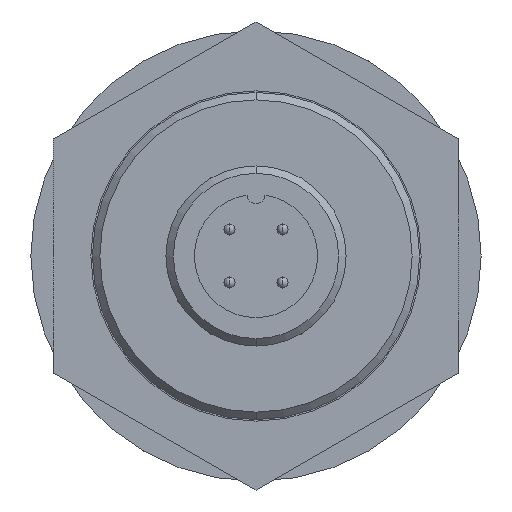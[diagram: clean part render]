
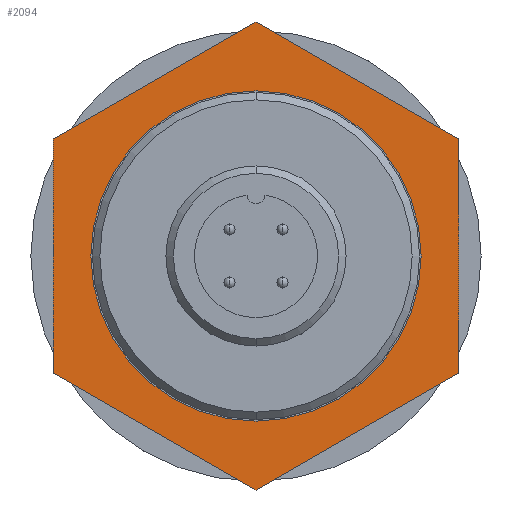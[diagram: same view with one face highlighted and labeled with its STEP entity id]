
A CAD part, front view. The second image highlights one B-rep face of the part: STEP entity #2094.
In plain terms, the highlighted planar face has unit normal (0, -1, 0).
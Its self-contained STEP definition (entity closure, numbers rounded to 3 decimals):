
#6 = DIRECTION ( 'NONE',  ( 0., -1., 0. ) ) ;
#28 = CARTESIAN_POINT ( 'NONE',  ( 0., -11.8, 15.588 ) ) ;
#41 = LINE ( 'NONE', #2577, #2624 ) ;
#125 = CARTESIAN_POINT ( 'NONE',  ( 0., -11.8, -11. ) ) ;
#197 = AXIS2_PLACEMENT_3D ( 'NONE', #1197, #6, #1880 ) ;
#223 = ORIENTED_EDGE ( 'NONE', *, *, #513, .T. ) ;
#231 = CIRCLE ( 'NONE', #306, 11. ) ;
#281 = CARTESIAN_POINT ( 'NONE',  ( 0., -11.8, -15.588 ) ) ;
#287 = CARTESIAN_POINT ( 'NONE',  ( -13.5, -11.8, -7.794 ) ) ;
#306 = AXIS2_PLACEMENT_3D ( 'NONE', #1370, #2840, #1585 ) ;
#386 = CARTESIAN_POINT ( 'NONE',  ( 13.5, -11.8, -7.794 ) ) ;
#432 = CARTESIAN_POINT ( 'NONE',  ( 0., -11.8, 0. ) ) ;
#498 = CARTESIAN_POINT ( 'NONE',  ( 0., -11.8, 11. ) ) ;
#506 = ORIENTED_EDGE ( 'NONE', *, *, #1466, .F. ) ;
#513 = EDGE_CURVE ( 'NONE', #1057, #3022, #41, .T. ) ;
#529 = EDGE_CURVE ( 'NONE', #1230, #1344, #1562, .T. ) ;
#535 = EDGE_LOOP ( 'NONE', ( #2326, #506 ) ) ;
#572 = EDGE_CURVE ( 'NONE', #1344, #1168, #3100, .T. ) ;
#632 = EDGE_LOOP ( 'NONE', ( #1005, #223, #3016, #919, #683, #2637 ) ) ;
#663 = VECTOR ( 'NONE', #1847, 1000. ) ;
#666 = CARTESIAN_POINT ( 'NONE',  ( 0., -11.8, 15.588 ) ) ;
#683 = ORIENTED_EDGE ( 'NONE', *, *, #572, .T. ) ;
#722 = DIRECTION ( 'NONE',  ( 0., 0., -1. ) ) ;
#840 = VERTEX_POINT ( 'NONE', #498 ) ;
#873 = VERTEX_POINT ( 'NONE', #666 ) ;
#893 = DIRECTION ( 'NONE',  ( 0.866, 0., 0.5 ) ) ;
#919 = ORIENTED_EDGE ( 'NONE', *, *, #529, .T. ) ;
#926 = VECTOR ( 'NONE', #893, 1000. ) ;
#972 = CARTESIAN_POINT ( 'NONE',  ( 13.5, -11.8, -7.794 ) ) ;
#1005 = ORIENTED_EDGE ( 'NONE', *, *, #2610, .T. ) ;
#1057 = VERTEX_POINT ( 'NONE', #2851 ) ;
#1088 = FACE_BOUND ( 'NONE', #535, .T. ) ;
#1168 = VERTEX_POINT ( 'NONE', #1943 ) ;
#1197 = CARTESIAN_POINT ( 'NONE',  ( 0., -11.8, 0. ) ) ;
#1230 = VERTEX_POINT ( 'NONE', #1906 ) ;
#1344 = VERTEX_POINT ( 'NONE', #972 ) ;
#1370 = CARTESIAN_POINT ( 'NONE',  ( 0., -11.8, 0. ) ) ;
#1466 = EDGE_CURVE ( 'NONE', #1909, #840, #1716, .T. ) ;
#1470 = VECTOR ( 'NONE', #1685, 1000. ) ;
#1484 = FACE_OUTER_BOUND ( 'NONE', #632, .T. ) ;
#1496 = VECTOR ( 'NONE', #3078, 1000. ) ;
#1562 = LINE ( 'NONE', #281, #926 ) ;
#1585 = DIRECTION ( 'NONE',  ( 0., 0., -1. ) ) ;
#1685 = DIRECTION ( 'NONE',  ( -0.866, 0., -0.5 ) ) ;
#1716 = CIRCLE ( 'NONE', #2397, 11. ) ;
#1847 = DIRECTION ( 'NONE',  ( -0.866, 0., 0.5 ) ) ;
#1855 = DIRECTION ( 'NONE',  ( 0.866, 0., -0.5 ) ) ;
#1880 = DIRECTION ( 'NONE',  ( 0., 0., -1. ) ) ;
#1906 = CARTESIAN_POINT ( 'NONE',  ( 0., -11.8, -15.588 ) ) ;
#1909 = VERTEX_POINT ( 'NONE', #125 ) ;
#1943 = CARTESIAN_POINT ( 'NONE',  ( 13.5, -11.8, 7.794 ) ) ;
#2066 = DIRECTION ( 'NONE',  ( 0., 0., -1. ) ) ;
#2091 = LINE ( 'NONE', #28, #1470 ) ;
#2094 = ADVANCED_FACE ( 'NONE', ( #1484, #1088 ), #2303, .T. ) ;
#2178 = DIRECTION ( 'NONE',  ( 0., -1., 0. ) ) ;
#2250 = LINE ( 'NONE', #2696, #3108 ) ;
#2287 = CARTESIAN_POINT ( 'NONE',  ( 13.5, -11.8, 7.794 ) ) ;
#2303 = PLANE ( 'NONE',  #197 ) ;
#2326 = ORIENTED_EDGE ( 'NONE', *, *, #3125, .F. ) ;
#2397 = AXIS2_PLACEMENT_3D ( 'NONE', #432, #2178, #722 ) ;
#2465 = EDGE_CURVE ( 'NONE', #3022, #1230, #2250, .T. ) ;
#2503 = EDGE_CURVE ( 'NONE', #1168, #873, #2629, .T. ) ;
#2577 = CARTESIAN_POINT ( 'NONE',  ( -13.5, -11.8, 7.794 ) ) ;
#2610 = EDGE_CURVE ( 'NONE', #873, #1057, #2091, .T. ) ;
#2624 = VECTOR ( 'NONE', #2066, 1000. ) ;
#2629 = LINE ( 'NONE', #2287, #663 ) ;
#2637 = ORIENTED_EDGE ( 'NONE', *, *, #2503, .T. ) ;
#2696 = CARTESIAN_POINT ( 'NONE',  ( -13.5, -11.8, -7.794 ) ) ;
#2840 = DIRECTION ( 'NONE',  ( 0., -1., 0. ) ) ;
#2851 = CARTESIAN_POINT ( 'NONE',  ( -13.5, -11.8, 7.794 ) ) ;
#3016 = ORIENTED_EDGE ( 'NONE', *, *, #2465, .T. ) ;
#3022 = VERTEX_POINT ( 'NONE', #287 ) ;
#3078 = DIRECTION ( 'NONE',  ( 0., 0., 1. ) ) ;
#3100 = LINE ( 'NONE', #386, #1496 ) ;
#3108 = VECTOR ( 'NONE', #1855, 1000. ) ;
#3125 = EDGE_CURVE ( 'NONE', #840, #1909, #231, .T. ) ;
